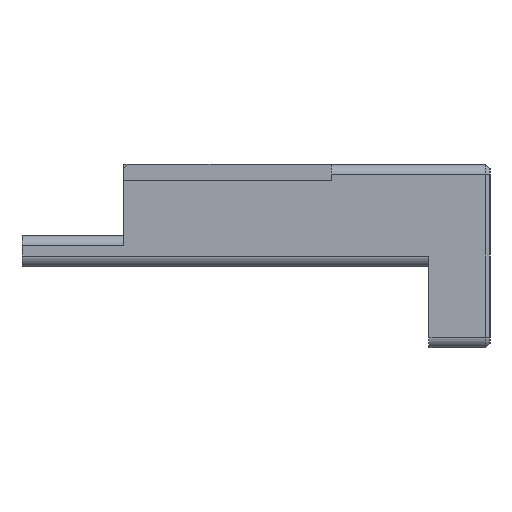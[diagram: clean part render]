
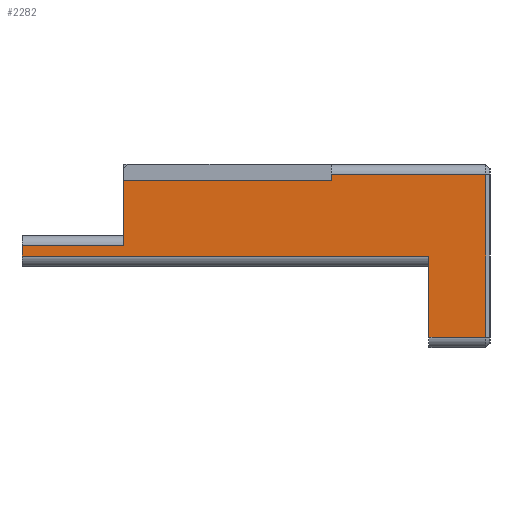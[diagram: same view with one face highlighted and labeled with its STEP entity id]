
A CAD part, left-side view. The second image highlights one B-rep face of the part: STEP entity #2282.
In plain terms, the highlighted planar face has unit normal (-1, 0, 0).
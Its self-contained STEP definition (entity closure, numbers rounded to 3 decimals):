
#1 = VERTEX_POINT ( 'NONE', #2178 ) ;
#12 = DIRECTION ( 'NONE',  ( 0., 0., 1. ) ) ;
#25 = DIRECTION ( 'NONE',  ( 0., 0., 1. ) ) ;
#40 = VECTOR ( 'NONE', #767, 1000. ) ;
#104 = CARTESIAN_POINT ( 'NONE',  ( -180., 10., 5. ) ) ;
#126 = CARTESIAN_POINT ( 'NONE',  ( -180., 10., 0.5 ) ) ;
#221 = CARTESIAN_POINT ( 'NONE',  ( -180., -5.2, 4.5 ) ) ;
#237 = CARTESIAN_POINT ( 'NONE',  ( -180., 5., 1. ) ) ;
#276 = VERTEX_POINT ( 'NONE', #2115 ) ;
#292 = ORIENTED_EDGE ( 'NONE', *, *, #1528, .F. ) ;
#362 = VERTEX_POINT ( 'NONE', #897 ) ;
#402 = EDGE_CURVE ( 'NONE', #276, #1473, #1382, .T. ) ;
#462 = EDGE_CURVE ( 'NONE', #362, #1, #726, .T. ) ;
#465 = LINE ( 'NONE', #1332, #672 ) ;
#473 = CARTESIAN_POINT ( 'NONE',  ( -180., 5., 1. ) ) ;
#501 = LINE ( 'NONE', #1369, #623 ) ;
#519 = CARTESIAN_POINT ( 'NONE',  ( -180., -10., 125.037 ) ) ;
#522 = ORIENTED_EDGE ( 'NONE', *, *, #402, .F. ) ;
#533 = VERTEX_POINT ( 'NONE', #126 ) ;
#544 = EDGE_CURVE ( 'NONE', #1169, #533, #2127, .T. ) ;
#554 = CARTESIAN_POINT ( 'NONE',  ( -180., -10., -3.5 ) ) ;
#610 = CARTESIAN_POINT ( 'NONE',  ( -180., 5., 4.2 ) ) ;
#612 = LINE ( 'NONE', #1719, #1981 ) ;
#623 = VECTOR ( 'NONE', #2212, 1000. ) ;
#658 = CARTESIAN_POINT ( 'NONE',  ( -180., -5.2, 4.2 ) ) ;
#668 = VECTOR ( 'NONE', #2226, 1000. ) ;
#672 = VECTOR ( 'NONE', #12, 1000. ) ;
#726 = LINE ( 'NONE', #519, #668 ) ;
#767 = DIRECTION ( 'NONE',  ( 0., 1., 0. ) ) ;
#849 = VECTOR ( 'NONE', #1112, 1000. ) ;
#856 = EDGE_CURVE ( 'NONE', #1169, #1554, #1374, .T. ) ;
#897 = CARTESIAN_POINT ( 'NONE',  ( -180., -10., 0.5 ) ) ;
#907 = VECTOR ( 'NONE', #1483, 1000. ) ;
#988 = PLANE ( 'NONE',  #1887 ) ;
#1044 = VERTEX_POINT ( 'NONE', #2679 ) ;
#1060 = ORIENTED_EDGE ( 'NONE', *, *, #1817, .T. ) ;
#1112 = DIRECTION ( 'NONE',  ( 0., 0., -1. ) ) ;
#1119 = EDGE_CURVE ( 'NONE', #1473, #1, #1228, .T. ) ;
#1149 = DIRECTION ( 'NONE',  ( 0., -1., 0. ) ) ;
#1169 = VERTEX_POINT ( 'NONE', #2770 ) ;
#1215 = EDGE_LOOP ( 'NONE', ( #1755, #292, #1060, #1292, #1703, #1825, #1622, #2723, #2281, #522 ) ) ;
#1228 = LINE ( 'NONE', #554, #40 ) ;
#1292 = ORIENTED_EDGE ( 'NONE', *, *, #1497, .F. ) ;
#1332 = CARTESIAN_POINT ( 'NONE',  ( -180., 5., 1.5 ) ) ;
#1367 = EDGE_CURVE ( 'NONE', #362, #533, #501, .T. ) ;
#1369 = CARTESIAN_POINT ( 'NONE',  ( -180., -10., 0.5 ) ) ;
#1374 = LINE ( 'NONE', #473, #1927 ) ;
#1382 = LINE ( 'NONE', #1774, #849 ) ;
#1384 = DIRECTION ( 'NONE',  ( 0., -1., 0. ) ) ;
#1426 = DIRECTION ( 'NONE',  ( 0., 0., 1. ) ) ;
#1473 = VERTEX_POINT ( 'NONE', #2575 ) ;
#1483 = DIRECTION ( 'NONE',  ( 0., 1., 0. ) ) ;
#1497 = EDGE_CURVE ( 'NONE', #1554, #1044, #465, .T. ) ;
#1528 = EDGE_CURVE ( 'NONE', #2639, #2122, #2596, .T. ) ;
#1554 = VERTEX_POINT ( 'NONE', #237 ) ;
#1622 = ORIENTED_EDGE ( 'NONE', *, *, #1367, .F. ) ;
#1630 = DIRECTION ( 'NONE',  ( 1., 0., 0. ) ) ;
#1703 = ORIENTED_EDGE ( 'NONE', *, *, #856, .F. ) ;
#1719 = CARTESIAN_POINT ( 'NONE',  ( -180., -13., 4.5 ) ) ;
#1755 = ORIENTED_EDGE ( 'NONE', *, *, #2082, .F. ) ;
#1774 = CARTESIAN_POINT ( 'NONE',  ( -180., -12.8, -3.5 ) ) ;
#1817 = EDGE_CURVE ( 'NONE', #2639, #1044, #2749, .T. ) ;
#1825 = ORIENTED_EDGE ( 'NONE', *, *, #544, .T. ) ;
#1839 = CARTESIAN_POINT ( 'NONE',  ( -180., -10., 5. ) ) ;
#1887 = AXIS2_PLACEMENT_3D ( 'NONE', #1839, #1630, #1426 ) ;
#1927 = VECTOR ( 'NONE', #1384, 1000. ) ;
#1981 = VECTOR ( 'NONE', #1149, 1000. ) ;
#2049 = FACE_OUTER_BOUND ( 'NONE', #1215, .T. ) ;
#2082 = EDGE_CURVE ( 'NONE', #2122, #276, #612, .T. ) ;
#2093 = VECTOR ( 'NONE', #2691, 1000. ) ;
#2115 = CARTESIAN_POINT ( 'NONE',  ( -180., -12.8, 4.5 ) ) ;
#2122 = VERTEX_POINT ( 'NONE', #221 ) ;
#2127 = LINE ( 'NONE', #104, #2093 ) ;
#2178 = CARTESIAN_POINT ( 'NONE',  ( -180., -10., -3.5 ) ) ;
#2212 = DIRECTION ( 'NONE',  ( 0., 1., 0. ) ) ;
#2226 = DIRECTION ( 'NONE',  ( 0., 0., -1. ) ) ;
#2281 = ORIENTED_EDGE ( 'NONE', *, *, #1119, .F. ) ;
#2282 = ADVANCED_FACE ( 'NONE', ( #2049 ), #988, .F. ) ;
#2352 = CARTESIAN_POINT ( 'NONE',  ( -180., -5.2, 4.2 ) ) ;
#2575 = CARTESIAN_POINT ( 'NONE',  ( -180., -12.8, -3.5 ) ) ;
#2596 = LINE ( 'NONE', #658, #2599 ) ;
#2599 = VECTOR ( 'NONE', #25, 1000. ) ;
#2639 = VERTEX_POINT ( 'NONE', #2352 ) ;
#2679 = CARTESIAN_POINT ( 'NONE',  ( -180., 5., 4.2 ) ) ;
#2691 = DIRECTION ( 'NONE',  ( 0., 0., -1. ) ) ;
#2723 = ORIENTED_EDGE ( 'NONE', *, *, #462, .T. ) ;
#2749 = LINE ( 'NONE', #610, #907 ) ;
#2770 = CARTESIAN_POINT ( 'NONE',  ( -180., 10., 1. ) ) ;
